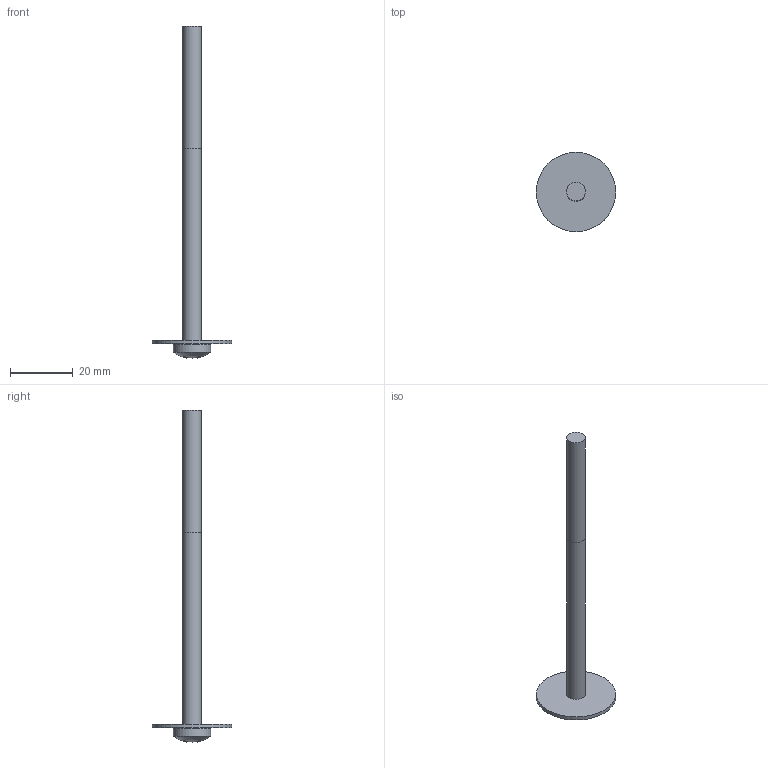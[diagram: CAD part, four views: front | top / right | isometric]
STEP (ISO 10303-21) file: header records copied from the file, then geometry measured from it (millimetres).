
FILE_DESCRIPTION(('FreeCAD Model'),'2;1');
FILE_NAME('Screw_w_Washer_C.step', '2020-09-03T13:06:23',('FreeCAD'),('FreeCAD'), 'Open CASCADE STEP processor 7.3','FreeCAD','Unknown');
FILE_SCHEMA(('AUTOMOTIVE_DESIGN { 1 0 10303 214 1 1 1 1 }'));
Length unit declared in the file: millimetre
Products named in the file (1): Open CASCADE STEP translator 7.3 5
Bounding box: 25.4 x 25.4 x 106.07 mm (x, y, z)
Volume: 3809.3 mm3; surface area: 3329.8 mm2
Topology: 1 solids, 1 shells, 32 faces, 77 edges, 50 vertices
Faces by surface type: plane 21, cone 5, cylinder 4, sphere 1, revolution 1
Full cylindrical faces by diameter (mm): 6 x2, 12 x1, 25.4 x1
Entity records: 1151 total; most frequent: CARTESIAN_POINT 332, DIRECTION 202, ORIENTED_EDGE 154, AXIS2_PLACEMENT_3D 92, EDGE_CURVE 77, VERTEX_POINT 50, CIRCLE 36, FACE_BOUND 35
